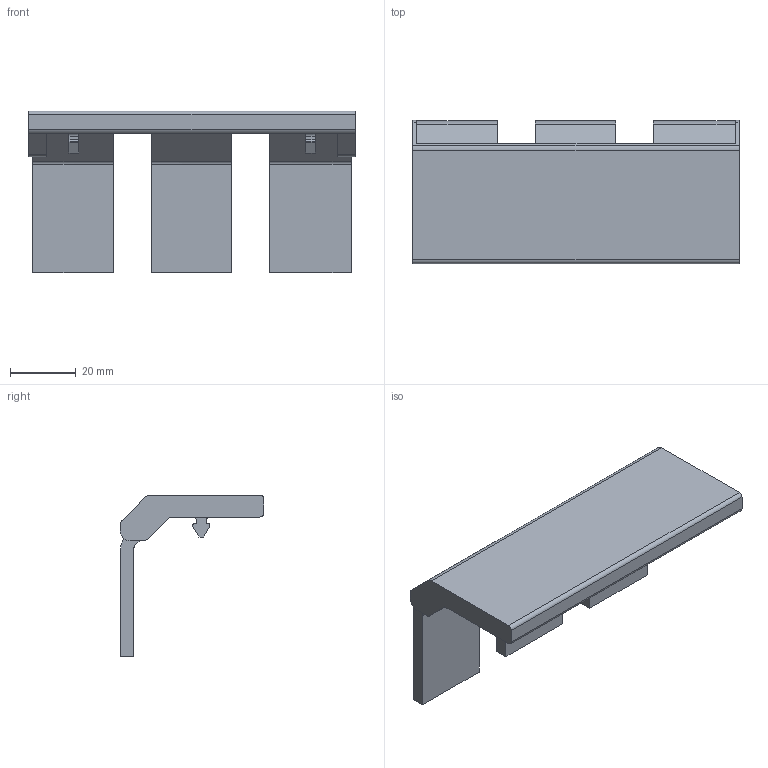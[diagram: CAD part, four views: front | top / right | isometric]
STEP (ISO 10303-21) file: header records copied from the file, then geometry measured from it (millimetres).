
FILE_DESCRIPTION(('CATIA V5 STEP Exchange','CAx-IF Rec.Pracs.--- Model Styling and Organization---1.4--- 2014-01-23'),'2;1');
FILE_NAME ('022160-2_0_1802800000_1802800000_S.stp','2021-06-25T07:55:11+00:00',('none'),('Weidmueller'),'CATIA Version 5-6 Release 2016 SP3 HF44','CATIA V5 STEP AP214','none');
FILE_SCHEMA(('AUTOMOTIVE_DESIGN { 1 0 10303 214 1 1 1 1 }'));
Length unit declared in the file: millimetre
Products named in the file (1): Standard
Bounding box: 99.3 x 43.6 x 49.3 mm (x, y, z)
Volume: 34808.6 mm3; surface area: 18132.2 mm2
Topology: 1 solids, 1 shells, 90 faces, 252 edges, 166 vertices
Faces by surface type: plane 61, cylinder 29
Entity records: 3052 total; most frequent: CARTESIAN_POINT 617, ORIENTED_EDGE 504, DIRECTION 424, EDGE_CURVE 252, VECTOR 194, LINE 194, VERTEX_POINT 166, AXIS2_PLACEMENT_3D 140
